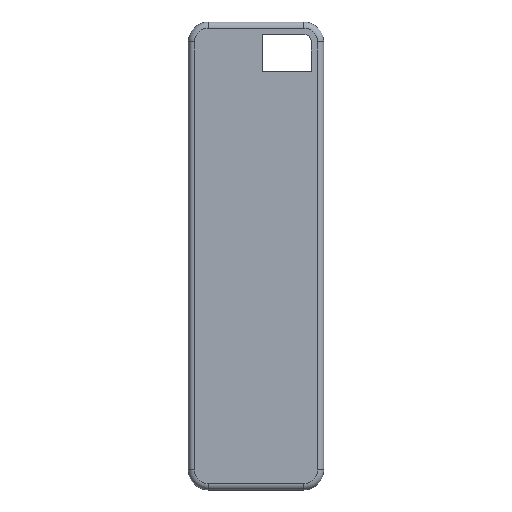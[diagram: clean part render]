
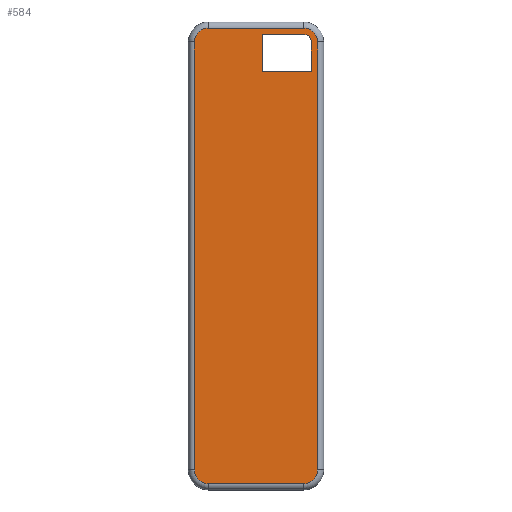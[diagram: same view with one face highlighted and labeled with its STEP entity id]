
A CAD part, top view. The second image highlights one B-rep face of the part: STEP entity #584.
In plain terms, the highlighted planar face has unit normal (0, 0, 1).
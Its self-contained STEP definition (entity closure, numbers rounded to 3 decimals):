
#57 = CARTESIAN_POINT ( 'NONE',  ( 6., 34., 6. ) ) ;
#101 = ORIENTED_EDGE ( 'NONE', *, *, #2010, .F. ) ;
#129 = EDGE_CURVE ( 'NONE', #2271, #232, #1657, .T. ) ;
#131 = VERTEX_POINT ( 'NONE', #2400 ) ;
#137 = DIRECTION ( 'NONE',  ( 0., -1., 0. ) ) ;
#147 = LINE ( 'NONE', #396, #2694 ) ;
#163 = ORIENTED_EDGE ( 'NONE', *, *, #1443, .F. ) ;
#214 = ORIENTED_EDGE ( 'NONE', *, *, #129, .F. ) ;
#215 = DIRECTION ( 'NONE',  ( 0., 0., -1. ) ) ;
#222 = AXIS2_PLACEMENT_3D ( 'NONE', #332, #535, #1063 ) ;
#228 = VECTOR ( 'NONE', #3026, 1000. ) ;
#230 = DIRECTION ( 'NONE',  ( 0., 0., 1. ) ) ;
#232 = VERTEX_POINT ( 'NONE', #938 ) ;
#271 = CIRCLE ( 'NONE', #1216, 1.125 ) ;
#317 = DIRECTION ( 'NONE',  ( -1., 0., 0. ) ) ;
#332 = CARTESIAN_POINT ( 'NONE',  ( 9.417, 36.418, 6. ) ) ;
#375 = DIRECTION ( 'NONE',  ( 0., 0., 1. ) ) ;
#396 = CARTESIAN_POINT ( 'NONE',  ( 10.5, 38.025, 6. ) ) ;
#416 = VECTOR ( 'NONE', #1075, 1000. ) ;
#431 = DIRECTION ( 'NONE',  ( -1., 0., 0. ) ) ;
#533 = ORIENTED_EDGE ( 'NONE', *, *, #2496, .F. ) ;
#535 = DIRECTION ( 'NONE',  ( 0., 0., 1. ) ) ;
#544 = ORIENTED_EDGE ( 'NONE', *, *, #2539, .F. ) ;
#584 = ADVANCED_FACE ( 'NONE', ( #2069, #637 ), #2089, .F. ) ;
#590 = ORIENTED_EDGE ( 'NONE', *, *, #2623, .T. ) ;
#609 = DIRECTION ( 'NONE',  ( 0., 0., -1. ) ) ;
#626 = VERTEX_POINT ( 'NONE', #3065 ) ;
#637 = FACE_OUTER_BOUND ( 'NONE', #2480, .T. ) ;
#651 = EDGE_CURVE ( 'NONE', #1183, #1506, #147, .T. ) ;
#666 = VERTEX_POINT ( 'NONE', #1095 ) ;
#672 = CIRCLE ( 'NONE', #1667, 1.125 ) ;
#703 = VERTEX_POINT ( 'NONE', #1913 ) ;
#743 = CARTESIAN_POINT ( 'NONE',  ( 1.625, 1.625, 6. ) ) ;
#745 = EDGE_CURVE ( 'NONE', #703, #2654, #2657, .T. ) ;
#848 = CARTESIAN_POINT ( 'NONE',  ( 0.5, 36.4, 6. ) ) ;
#905 = ORIENTED_EDGE ( 'NONE', *, *, #651, .T. ) ;
#938 = CARTESIAN_POINT ( 'NONE',  ( 10., 36.418, 6. ) ) ;
#977 = ORIENTED_EDGE ( 'NONE', *, *, #3110, .T. ) ;
#1050 = DIRECTION ( 'NONE',  ( -1., 0., 0. ) ) ;
#1063 = DIRECTION ( 'NONE',  ( -1., 0., 0. ) ) ;
#1075 = DIRECTION ( 'NONE',  ( -1., 0., 0. ) ) ;
#1095 = CARTESIAN_POINT ( 'NONE',  ( 6., 37., 6. ) ) ;
#1150 = CARTESIAN_POINT ( 'NONE',  ( 0., 0., 6. ) ) ;
#1161 = LINE ( 'NONE', #1820, #228 ) ;
#1183 = VERTEX_POINT ( 'NONE', #2669 ) ;
#1194 = CARTESIAN_POINT ( 'NONE',  ( 10., 34., 6. ) ) ;
#1209 = CIRCLE ( 'NONE', #2834, 1.125 ) ;
#1216 = AXIS2_PLACEMENT_3D ( 'NONE', #2685, #2464, #317 ) ;
#1325 = DIRECTION ( 'NONE',  ( -1., 0., 0. ) ) ;
#1410 = CARTESIAN_POINT ( 'NONE',  ( 9.375, 0.5, 6. ) ) ;
#1428 = ORIENTED_EDGE ( 'NONE', *, *, #2254, .T. ) ;
#1443 = EDGE_CURVE ( 'NONE', #3027, #2082, #2230, .T. ) ;
#1506 = VERTEX_POINT ( 'NONE', #1902 ) ;
#1510 = VECTOR ( 'NONE', #1955, 1000. ) ;
#1521 = LINE ( 'NONE', #2494, #1821 ) ;
#1542 = LINE ( 'NONE', #2517, #2332 ) ;
#1595 = CARTESIAN_POINT ( 'NONE',  ( 9.375, 1.625, 6. ) ) ;
#1609 = ORIENTED_EDGE ( 'NONE', *, *, #2410, .F. ) ;
#1657 = LINE ( 'NONE', #2159, #1763 ) ;
#1667 = AXIS2_PLACEMENT_3D ( 'NONE', #743, #230, #1882 ) ;
#1744 = EDGE_LOOP ( 'NONE', ( #214, #1978, #1609, #544, #101 ) ) ;
#1763 = VECTOR ( 'NONE', #1951, 1000. ) ;
#1770 = ORIENTED_EDGE ( 'NONE', *, *, #745, .T. ) ;
#1820 = CARTESIAN_POINT ( 'NONE',  ( 6., 34., 6. ) ) ;
#1821 = VECTOR ( 'NONE', #1050, 1000. ) ;
#1882 = DIRECTION ( 'NONE',  ( -1., 0., 0. ) ) ;
#1902 = CARTESIAN_POINT ( 'NONE',  ( 10.5, 36.4, 6. ) ) ;
#1913 = CARTESIAN_POINT ( 'NONE',  ( 1.625, 0.5, 6. ) ) ;
#1951 = DIRECTION ( 'NONE',  ( 0., 1., 0. ) ) ;
#1955 = DIRECTION ( 'NONE',  ( 0., -1., 0. ) ) ;
#1978 = ORIENTED_EDGE ( 'NONE', *, *, #2127, .F. ) ;
#2010 = EDGE_CURVE ( 'NONE', #232, #2092, #2534, .T. ) ;
#2069 = FACE_BOUND ( 'NONE', #1744, .T. ) ;
#2074 = EDGE_CURVE ( 'NONE', #2780, #2082, #1521, .T. ) ;
#2082 = VERTEX_POINT ( 'NONE', #2249 ) ;
#2089 = PLANE ( 'NONE',  #2787 ) ;
#2092 = VERTEX_POINT ( 'NONE', #2954 ) ;
#2113 = CARTESIAN_POINT ( 'NONE',  ( 9.375, 37.525, 6. ) ) ;
#2127 = EDGE_CURVE ( 'NONE', #626, #2271, #1161, .T. ) ;
#2159 = CARTESIAN_POINT ( 'NONE',  ( 10., 36.418, 6. ) ) ;
#2170 = DIRECTION ( 'NONE',  ( 1., 0., 0. ) ) ;
#2211 = LINE ( 'NONE', #57, #1510 ) ;
#2230 = CIRCLE ( 'NONE', #2643, 1.125 ) ;
#2249 = CARTESIAN_POINT ( 'NONE',  ( 1.625, 37.525, 6. ) ) ;
#2254 = EDGE_CURVE ( 'NONE', #131, #703, #672, .T. ) ;
#2271 = VERTEX_POINT ( 'NONE', #1194 ) ;
#2331 = CARTESIAN_POINT ( 'NONE',  ( 9.375, 0.5, 6. ) ) ;
#2332 = VECTOR ( 'NONE', #137, 1000. ) ;
#2379 = ORIENTED_EDGE ( 'NONE', *, *, #2074, .T. ) ;
#2395 = VECTOR ( 'NONE', #2170, 1000. ) ;
#2400 = CARTESIAN_POINT ( 'NONE',  ( 0.5, 1.625, 6. ) ) ;
#2410 = EDGE_CURVE ( 'NONE', #666, #626, #2211, .T. ) ;
#2464 = DIRECTION ( 'NONE',  ( 0., 0., -1. ) ) ;
#2480 = EDGE_LOOP ( 'NONE', ( #533, #2379, #163, #977, #1428, #1770, #590, #905 ) ) ;
#2492 = CARTESIAN_POINT ( 'NONE',  ( 6., 37., 6. ) ) ;
#2494 = CARTESIAN_POINT ( 'NONE',  ( 0., 37.525, 6. ) ) ;
#2496 = EDGE_CURVE ( 'NONE', #2780, #1506, #271, .T. ) ;
#2517 = CARTESIAN_POINT ( 'NONE',  ( 0.5, 1.625, 6. ) ) ;
#2534 = CIRCLE ( 'NONE', #222, 0.583 ) ;
#2539 = EDGE_CURVE ( 'NONE', #2092, #666, #2723, .T. ) ;
#2570 = DIRECTION ( 'NONE',  ( -1., 0., 0. ) ) ;
#2607 = DIRECTION ( 'NONE',  ( 0., 1., 0. ) ) ;
#2623 = EDGE_CURVE ( 'NONE', #2654, #1183, #1209, .T. ) ;
#2643 = AXIS2_PLACEMENT_3D ( 'NONE', #2768, #609, #1325 ) ;
#2654 = VERTEX_POINT ( 'NONE', #2331 ) ;
#2657 = LINE ( 'NONE', #1410, #2395 ) ;
#2669 = CARTESIAN_POINT ( 'NONE',  ( 10.5, 1.625, 6. ) ) ;
#2685 = CARTESIAN_POINT ( 'NONE',  ( 9.375, 36.4, 6. ) ) ;
#2694 = VECTOR ( 'NONE', #2607, 1000. ) ;
#2723 = LINE ( 'NONE', #2492, #416 ) ;
#2768 = CARTESIAN_POINT ( 'NONE',  ( 1.625, 36.4, 6. ) ) ;
#2780 = VERTEX_POINT ( 'NONE', #2113 ) ;
#2787 = AXIS2_PLACEMENT_3D ( 'NONE', #1150, #215, #431 ) ;
#2834 = AXIS2_PLACEMENT_3D ( 'NONE', #1595, #375, #2570 ) ;
#2954 = CARTESIAN_POINT ( 'NONE',  ( 9.383, 37., 6. ) ) ;
#3026 = DIRECTION ( 'NONE',  ( 1., 0., 0. ) ) ;
#3027 = VERTEX_POINT ( 'NONE', #848 ) ;
#3065 = CARTESIAN_POINT ( 'NONE',  ( 6., 34., 6. ) ) ;
#3110 = EDGE_CURVE ( 'NONE', #3027, #131, #1542, .T. ) ;
